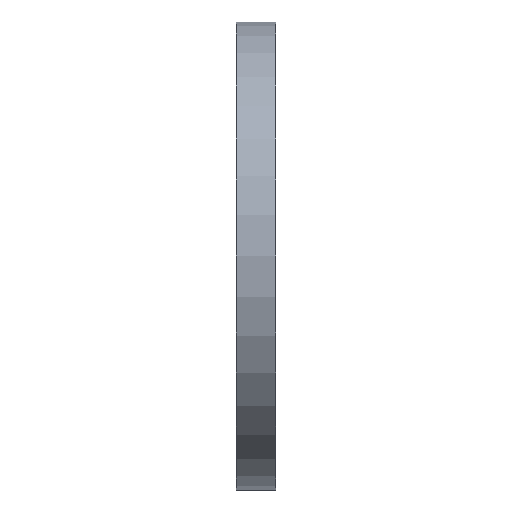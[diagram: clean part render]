
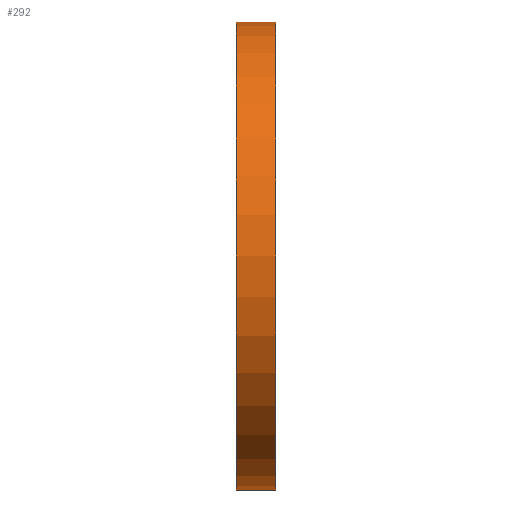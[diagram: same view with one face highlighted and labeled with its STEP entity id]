
A CAD part, left-side view. The second image highlights one B-rep face of the part: STEP entity #292.
In plain terms, the highlighted cylindrical face has radius 77 mm (diameter 154 mm), a partial arc.
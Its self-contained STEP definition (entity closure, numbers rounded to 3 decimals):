
#4 = ORIENTED_EDGE ( 'NONE', *, *, #249, .F. ) ;
#39 = ORIENTED_EDGE ( 'NONE', *, *, #208, .T. ) ;
#110 = ORIENTED_EDGE ( 'NONE', *, *, #258, .T. ) ;
#119 = ORIENTED_EDGE ( 'NONE', *, *, #253, .F. ) ;
#139 = EDGE_LOOP ( 'NONE', ( #4, #119, #110, #39 ) ) ;
#168 = AXIS2_PLACEMENT_3D ( 'NONE', #456, #455, #454 ) ;
#208 = EDGE_CURVE ( 'NONE', #709, #724, #318, .T. ) ;
#231 = AXIS2_PLACEMENT_3D ( 'NONE', #607, #605, #604 ) ;
#237 = AXIS2_PLACEMENT_3D ( 'NONE', #649, #650, #647 ) ;
#249 = EDGE_CURVE ( 'NONE', #725, #724, #420, .T. ) ;
#253 = EDGE_CURVE ( 'NONE', #537, #725, #326, .T. ) ;
#258 = EDGE_CURVE ( 'NONE', #537, #709, #399, .T. ) ;
#292 = ADVANCED_FACE ( 'NONE', ( #343 ), #351, .T. ) ;
#318 = CIRCLE ( 'NONE', #237, 77. ) ;
#326 = CIRCLE ( 'NONE', #231, 77. ) ;
#343 = FACE_OUTER_BOUND ( 'NONE', #139, .T. ) ;
#351 = CYLINDRICAL_SURFACE ( 'NONE', #168, 77. ) ;
#352 = VECTOR ( 'NONE', #613, 1000. ) ;
#364 = VECTOR ( 'NONE', #591, 1000. ) ;
#399 = LINE ( 'NONE', #592, #364 ) ;
#420 = LINE ( 'NONE', #623, #352 ) ;
#454 = DIRECTION ( 'NONE',  ( 0., 0., -1. ) ) ;
#455 = DIRECTION ( 'NONE',  ( 0., -1., 0. ) ) ;
#456 = CARTESIAN_POINT ( 'NONE',  ( 0., 13., 0. ) ) ;
#473 = CARTESIAN_POINT ( 'NONE',  ( 0., 13., -77. ) ) ;
#489 = CARTESIAN_POINT ( 'NONE',  ( 0., 0., -77. ) ) ;
#503 = CARTESIAN_POINT ( 'NONE',  ( 0., 0., 77. ) ) ;
#504 = CARTESIAN_POINT ( 'NONE',  ( 0., 13., 77. ) ) ;
#537 = VERTEX_POINT ( 'NONE', #473 ) ;
#591 = DIRECTION ( 'NONE',  ( 0., -1., 0. ) ) ;
#592 = CARTESIAN_POINT ( 'NONE',  ( 0., 13., -77. ) ) ;
#604 = DIRECTION ( 'NONE',  ( 0., 0., 1. ) ) ;
#605 = DIRECTION ( 'NONE',  ( 0., 1., 0. ) ) ;
#607 = CARTESIAN_POINT ( 'NONE',  ( 0., 13., 0. ) ) ;
#613 = DIRECTION ( 'NONE',  ( 0., -1., 0. ) ) ;
#623 = CARTESIAN_POINT ( 'NONE',  ( 0., 13., 77. ) ) ;
#647 = DIRECTION ( 'NONE',  ( 0., 0., 1. ) ) ;
#649 = CARTESIAN_POINT ( 'NONE',  ( 0., 0., 0. ) ) ;
#650 = DIRECTION ( 'NONE',  ( 0., 1., 0. ) ) ;
#709 = VERTEX_POINT ( 'NONE', #489 ) ;
#724 = VERTEX_POINT ( 'NONE', #503 ) ;
#725 = VERTEX_POINT ( 'NONE', #504 ) ;
